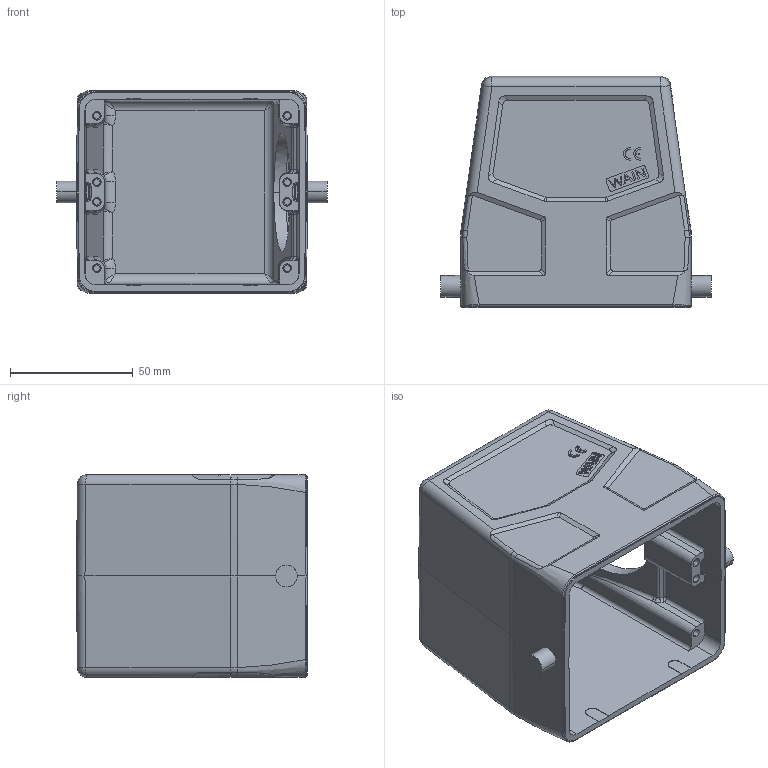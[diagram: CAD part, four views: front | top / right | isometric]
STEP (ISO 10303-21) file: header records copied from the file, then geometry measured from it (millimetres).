
FILE_DESCRIPTION((''),'2;1');
FILE_NAME('3D_1111325101003_W32B-SE-2B-M50','2024-01-16T',('p.yu'),(''),'PRO/ENGINEER BY PARAMETRIC TECHNOLOGY CORPORATION, 2012480','PRO/ENGINEER BY PARAMETRIC TECHNOLOGY CORPORATION, 2012480','');
FILE_SCHEMA(('CONFIG_CONTROL_DESIGN'));
Length unit declared in the file: millimetre
Products named in the file (1): 3D_1111325101003_W32B-SE-2B-M50
Bounding box: 110 x 94 x 82.5 mm (x, y, z)
Volume: 155464.1 mm3; surface area: 69304.3 mm2
Topology: 1 solids, 1 shells, 490 faces, 1271 edges, 796 vertices
Faces by surface type: plane 219, cylinder 165, bspline 52, extrusion 20, cone 12, torus 12, sphere 10
Entity records: 17546 total; most frequent: CARTESIAN_POINT 6236, ORIENTED_EDGE 2506, DIRECTION 2049, EDGE_CURVE 1253, VERTEX_POINT 796, VECTOR 733, LINE 713, AXIS2_PLACEMENT_3D 658
